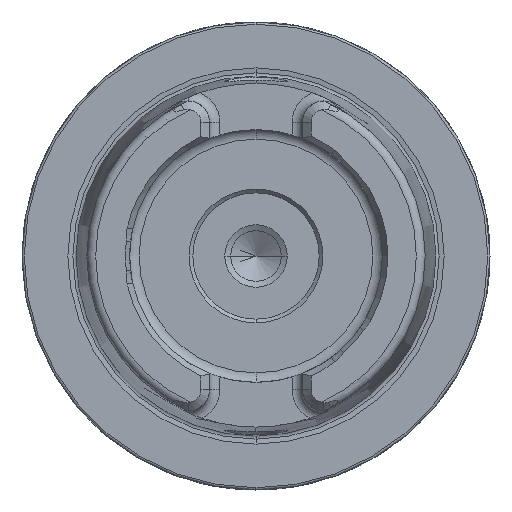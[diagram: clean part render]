
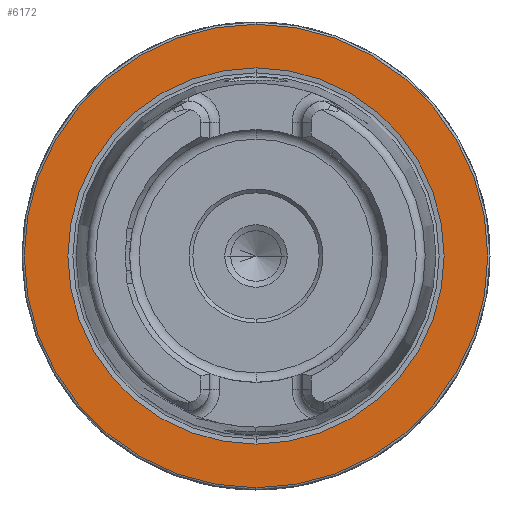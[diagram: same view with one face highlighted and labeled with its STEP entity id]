
A CAD part, left-side view. The second image highlights one B-rep face of the part: STEP entity #6172.
In plain terms, the highlighted planar face has unit normal (-1, 0, 0).
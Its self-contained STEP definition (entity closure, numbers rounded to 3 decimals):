
#23 = DIRECTION ( 'NONE',  ( 0., 0., 1. ) ) ;
#965 = CARTESIAN_POINT ( 'NONE',  ( 0., 0., 0. ) ) ;
#1501 = EDGE_CURVE ( 'NONE', #22913, #13421, #20191, .T. ) ;
#2507 = DIRECTION ( 'NONE',  ( -1., 0., 0. ) ) ;
#3164 = DIRECTION ( 'NONE',  ( -1., 0., 0. ) ) ;
#3392 = ORIENTED_EDGE ( 'NONE', *, *, #1501, .F. ) ;
#3650 = AXIS2_PLACEMENT_3D ( 'NONE', #965, #3164, #9949 ) ;
#4417 = CARTESIAN_POINT ( 'NONE',  ( 0., 0., 0. ) ) ;
#5303 = CARTESIAN_POINT ( 'NONE',  ( 0., 0., 0. ) ) ;
#5815 = DIRECTION ( 'NONE',  ( 0., 0., -1. ) ) ;
#6161 = CARTESIAN_POINT ( 'NONE',  ( 0., 0., -31.2 ) ) ;
#6172 = ADVANCED_FACE ( 'NONE', ( #21549, #7887 ), #28152, .F. ) ;
#7887 = FACE_OUTER_BOUND ( 'NONE', #19604, .T. ) ;
#8033 = DIRECTION ( 'NONE',  ( 1., 0., 0. ) ) ;
#8037 = CIRCLE ( 'NONE', #22134, 31.2 ) ;
#8838 = CARTESIAN_POINT ( 'NONE',  ( 0., 0., 0. ) ) ;
#8859 = CARTESIAN_POINT ( 'NONE',  ( 0., 0., -25.324 ) ) ;
#9272 = ORIENTED_EDGE ( 'NONE', *, *, #26755, .T. ) ;
#9949 = DIRECTION ( 'NONE',  ( 0., 0., 1. ) ) ;
#11075 = AXIS2_PLACEMENT_3D ( 'NONE', #5303, #23528, #14147 ) ;
#12444 = CARTESIAN_POINT ( 'NONE',  ( 0., 31.2, 0. ) ) ;
#13242 = CARTESIAN_POINT ( 'NONE',  ( 0., 0., 25.324 ) ) ;
#13421 = VERTEX_POINT ( 'NONE', #8859 ) ;
#13615 = EDGE_CURVE ( 'NONE', #13421, #22913, #16723, .T. ) ;
#14147 = DIRECTION ( 'NONE',  ( 0., 0., 1. ) ) ;
#14498 = ORIENTED_EDGE ( 'NONE', *, *, #13615, .F. ) ;
#16723 = CIRCLE ( 'NONE', #11075, 25.324 ) ;
#17006 = EDGE_CURVE ( 'NONE', #24675, #17226, #8037, .T. ) ;
#17226 = VERTEX_POINT ( 'NONE', #6161 ) ;
#17718 = ORIENTED_EDGE ( 'NONE', *, *, #17006, .T. ) ;
#17818 = DIRECTION ( 'NONE',  ( -1., 0., 0. ) ) ;
#19604 = EDGE_LOOP ( 'NONE', ( #17718, #9272 ) ) ;
#20191 = CIRCLE ( 'NONE', #24992, 25.324 ) ;
#20342 = AXIS2_PLACEMENT_3D ( 'NONE', #12444, #8033, #5815 ) ;
#21549 = FACE_BOUND ( 'NONE', #22086, .T. ) ;
#22003 = CIRCLE ( 'NONE', #3650, 31.2 ) ;
#22086 = EDGE_LOOP ( 'NONE', ( #3392, #14498 ) ) ;
#22134 = AXIS2_PLACEMENT_3D ( 'NONE', #4417, #2507, #23 ) ;
#22913 = VERTEX_POINT ( 'NONE', #13242 ) ;
#23528 = DIRECTION ( 'NONE',  ( -1., 0., 0. ) ) ;
#24675 = VERTEX_POINT ( 'NONE', #25763 ) ;
#24992 = AXIS2_PLACEMENT_3D ( 'NONE', #8838, #17818, #26762 ) ;
#25763 = CARTESIAN_POINT ( 'NONE',  ( 0., 0., 31.2 ) ) ;
#26755 = EDGE_CURVE ( 'NONE', #17226, #24675, #22003, .T. ) ;
#26762 = DIRECTION ( 'NONE',  ( 0., 0., 1. ) ) ;
#28152 = PLANE ( 'NONE',  #20342 ) ;
